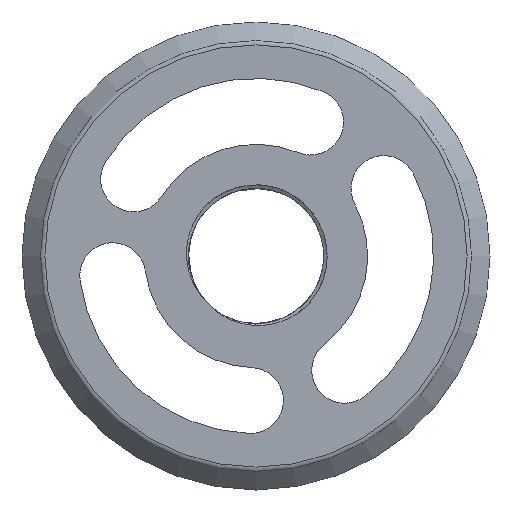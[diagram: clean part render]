
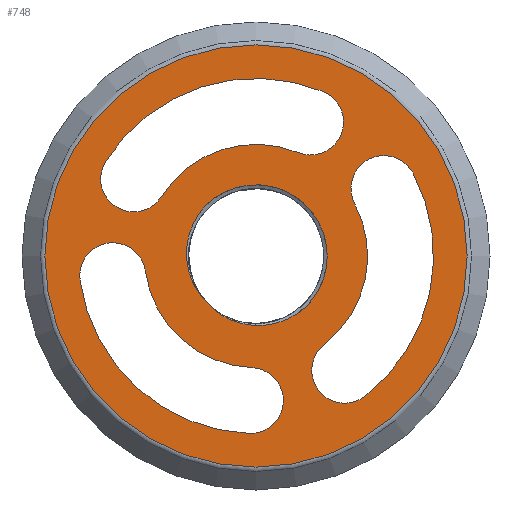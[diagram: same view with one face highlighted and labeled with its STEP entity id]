
A CAD part, left-side view. The second image highlights one B-rep face of the part: STEP entity #748.
In plain terms, the highlighted planar face has unit normal (-1, 0, 0).
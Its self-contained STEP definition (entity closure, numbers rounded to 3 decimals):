
#21=FACE_BOUND('',#104,.T.);
#22=FACE_BOUND('',#105,.T.);
#23=FACE_BOUND('',#106,.T.);
#24=FACE_BOUND('',#107,.T.);
#29=PLANE('',#816);
#57=FACE_OUTER_BOUND('',#103,.T.);
#103=EDGE_LOOP('',(#536));
#104=EDGE_LOOP('',(#537,#538,#539,#540));
#105=EDGE_LOOP('',(#541,#542,#543,#544));
#106=EDGE_LOOP('',(#545,#546,#547,#548));
#107=EDGE_LOOP('',(#549,#550,#551,#552));
#165=B_SPLINE_CURVE_WITH_KNOTS('',3,(#2691,#2692,#2693,#2694,#2695,#2696,
#2697,#2698,#2699,#2700,#2701,#2702),.UNSPECIFIED.,.F.,.F.,(4,2,2,2,2,4),
(0.,0.119,0.211,0.285,
0.319,0.353),.UNSPECIFIED.);
#166=B_SPLINE_CURVE_WITH_KNOTS('',3,(#2703,#2704,#2705,#2706,#2707,#2708,
#2709,#2710,#2711,#2712),.UNSPECIFIED.,.F.,.F.,(4,2,2,2,4),(0.,
0.131,0.264,0.398,0.536),
 .UNSPECIFIED.);
#172=CIRCLE('',#799,3.5);
#173=CIRCLE('',#801,3.5);
#177=CIRCLE('',#812,10.376);
#180=CIRCLE('',#817,8.727);
#181=CIRCLE('',#818,1.62);
#182=CIRCLE('',#819,5.487);
#183=CIRCLE('',#820,1.62);
#184=CIRCLE('',#821,8.727);
#185=CIRCLE('',#822,1.62);
#186=CIRCLE('',#823,5.487);
#187=CIRCLE('',#824,1.62);
#188=CIRCLE('',#825,8.727);
#189=CIRCLE('',#826,1.62);
#190=CIRCLE('',#827,5.487);
#191=CIRCLE('',#828,1.62);
#305=VERTEX_POINT('',#1104);
#306=VERTEX_POINT('',#1106);
#309=VERTEX_POINT('',#1152);
#330=VERTEX_POINT('',#2657);
#332=VERTEX_POINT('',#2666);
#333=VERTEX_POINT('',#2667);
#334=VERTEX_POINT('',#2669);
#335=VERTEX_POINT('',#2671);
#336=VERTEX_POINT('',#2674);
#337=VERTEX_POINT('',#2675);
#338=VERTEX_POINT('',#2677);
#339=VERTEX_POINT('',#2679);
#340=VERTEX_POINT('',#2682);
#341=VERTEX_POINT('',#2683);
#342=VERTEX_POINT('',#2685);
#343=VERTEX_POINT('',#2687);
#344=VERTEX_POINT('',#2690);
#375=EDGE_CURVE('',#306,#305,#172,.T.);
#379=EDGE_CURVE('',#305,#309,#173,.T.);
#407=EDGE_CURVE('',#330,#330,#177,.T.);
#411=EDGE_CURVE('',#332,#333,#180,.T.);
#412=EDGE_CURVE('',#333,#334,#181,.T.);
#413=EDGE_CURVE('',#334,#335,#182,.T.);
#414=EDGE_CURVE('',#335,#332,#183,.T.);
#415=EDGE_CURVE('',#336,#337,#184,.T.);
#416=EDGE_CURVE('',#337,#338,#185,.T.);
#417=EDGE_CURVE('',#338,#339,#186,.T.);
#418=EDGE_CURVE('',#339,#336,#187,.T.);
#419=EDGE_CURVE('',#340,#341,#188,.T.);
#420=EDGE_CURVE('',#341,#342,#189,.T.);
#421=EDGE_CURVE('',#342,#343,#190,.T.);
#422=EDGE_CURVE('',#343,#340,#191,.T.);
#423=EDGE_CURVE('',#309,#344,#165,.T.);
#424=EDGE_CURVE('',#344,#306,#166,.T.);
#536=ORIENTED_EDGE('',*,*,#407,.F.);
#537=ORIENTED_EDGE('',*,*,#411,.T.);
#538=ORIENTED_EDGE('',*,*,#412,.T.);
#539=ORIENTED_EDGE('',*,*,#413,.T.);
#540=ORIENTED_EDGE('',*,*,#414,.T.);
#541=ORIENTED_EDGE('',*,*,#415,.T.);
#542=ORIENTED_EDGE('',*,*,#416,.T.);
#543=ORIENTED_EDGE('',*,*,#417,.T.);
#544=ORIENTED_EDGE('',*,*,#418,.T.);
#545=ORIENTED_EDGE('',*,*,#419,.T.);
#546=ORIENTED_EDGE('',*,*,#420,.T.);
#547=ORIENTED_EDGE('',*,*,#421,.T.);
#548=ORIENTED_EDGE('',*,*,#422,.T.);
#549=ORIENTED_EDGE('',*,*,#375,.T.);
#550=ORIENTED_EDGE('',*,*,#379,.T.);
#551=ORIENTED_EDGE('',*,*,#423,.T.);
#552=ORIENTED_EDGE('',*,*,#424,.T.);
#748=ADVANCED_FACE('',(#57,#21,#22,#23,#24),#29,.F.);
#799=AXIS2_PLACEMENT_3D('',#1107,#889,#890);
#801=AXIS2_PLACEMENT_3D('',#1241,#894,#895);
#812=AXIS2_PLACEMENT_3D('',#2659,#924,#925);
#816=AXIS2_PLACEMENT_3D('',#2665,#933,#934);
#817=AXIS2_PLACEMENT_3D('',#2668,#935,#936);
#818=AXIS2_PLACEMENT_3D('',#2670,#937,#938);
#819=AXIS2_PLACEMENT_3D('',#2672,#939,#940);
#820=AXIS2_PLACEMENT_3D('',#2673,#941,#942);
#821=AXIS2_PLACEMENT_3D('',#2676,#943,#944);
#822=AXIS2_PLACEMENT_3D('',#2678,#945,#946);
#823=AXIS2_PLACEMENT_3D('',#2680,#947,#948);
#824=AXIS2_PLACEMENT_3D('',#2681,#949,#950);
#825=AXIS2_PLACEMENT_3D('',#2684,#951,#952);
#826=AXIS2_PLACEMENT_3D('',#2686,#953,#954);
#827=AXIS2_PLACEMENT_3D('',#2688,#955,#956);
#828=AXIS2_PLACEMENT_3D('',#2689,#957,#958);
#889=DIRECTION('center_axis',(1.,0.,0.));
#890=DIRECTION('ref_axis',(0.,1.,0.));
#894=DIRECTION('center_axis',(1.,0.,0.));
#895=DIRECTION('ref_axis',(0.,1.,0.));
#924=DIRECTION('center_axis',(1.,0.,0.));
#925=DIRECTION('ref_axis',(0.,1.,0.));
#933=DIRECTION('center_axis',(1.,0.,0.));
#934=DIRECTION('ref_axis',(0.,1.,0.));
#935=DIRECTION('center_axis',(1.,0.,0.));
#936=DIRECTION('ref_axis',(0.,0.846,0.533));
#937=DIRECTION('center_axis',(1.,0.,0.));
#938=DIRECTION('ref_axis',(0.,-0.378,0.926));
#939=DIRECTION('center_axis',(-1.,0.,0.));
#940=DIRECTION('ref_axis',(0.,0.846,0.533));
#941=DIRECTION('center_axis',(1.,0.,0.));
#942=DIRECTION('ref_axis',(0.,-0.846,-0.533));
#943=DIRECTION('center_axis',(1.,0.,0.));
#944=DIRECTION('ref_axis',(0.,0.038,-0.999));
#945=DIRECTION('center_axis',(1.,0.,0.));
#946=DIRECTION('ref_axis',(0.,0.991,-0.136));
#947=DIRECTION('center_axis',(-1.,0.,0.));
#948=DIRECTION('ref_axis',(0.,0.038,-0.999));
#949=DIRECTION('center_axis',(1.,0.,0.));
#950=DIRECTION('ref_axis',(0.,-0.038,0.999));
#951=DIRECTION('center_axis',(1.,0.,0.));
#952=DIRECTION('ref_axis',(0.,-0.884,0.467));
#953=DIRECTION('center_axis',(1.,0.,0.));
#954=DIRECTION('ref_axis',(0.,-0.613,-0.79));
#955=DIRECTION('center_axis',(-1.,0.,0.));
#956=DIRECTION('ref_axis',(0.,-0.884,0.467));
#957=DIRECTION('center_axis',(1.,0.,0.));
#958=DIRECTION('ref_axis',(0.,0.884,-0.467));
#1104=CARTESIAN_POINT('',(11.461,-3.5,0.));
#1106=CARTESIAN_POINT('',(11.461,2.47,2.479));
#1107=CARTESIAN_POINT('Origin',(11.461,0.,0.));
#1152=CARTESIAN_POINT('',(11.461,-2.478,-2.472));
#1241=CARTESIAN_POINT('Origin',(11.461,0.,0.));
#2657=CARTESIAN_POINT('',(11.461,0.,10.376));
#2659=CARTESIAN_POINT('Origin',(11.461,0.,0.));
#2665=CARTESIAN_POINT('Origin',(11.461,0.,0.));
#2666=CARTESIAN_POINT('',(11.461,7.386,4.649));
#2667=CARTESIAN_POINT('',(11.461,-3.296,8.081));
#2668=CARTESIAN_POINT('Origin',(11.461,0.,0.));
#2669=CARTESIAN_POINT('',(11.461,-2.072,5.081));
#2670=CARTESIAN_POINT('Origin',(11.461,-2.684,6.581));
#2671=CARTESIAN_POINT('',(11.461,4.644,2.923));
#2672=CARTESIAN_POINT('Origin',(11.461,0.,0.));
#2673=CARTESIAN_POINT('Origin',(11.461,6.015,3.786));
#2674=CARTESIAN_POINT('',(11.461,0.333,-8.721));
#2675=CARTESIAN_POINT('',(11.461,8.646,-1.186));
#2676=CARTESIAN_POINT('Origin',(11.461,0.,0.));
#2677=CARTESIAN_POINT('',(11.461,5.437,-0.746));
#2678=CARTESIAN_POINT('Origin',(11.461,7.041,-0.966));
#2679=CARTESIAN_POINT('',(11.461,0.209,-5.483));
#2680=CARTESIAN_POINT('Origin',(11.461,0.,0.));
#2681=CARTESIAN_POINT('Origin',(11.461,0.271,-7.102));
#2682=CARTESIAN_POINT('',(11.461,-7.719,4.072));
#2683=CARTESIAN_POINT('',(11.461,-5.351,-6.895));
#2684=CARTESIAN_POINT('Origin',(11.461,0.,0.));
#2685=CARTESIAN_POINT('',(11.461,-3.364,-4.335));
#2686=CARTESIAN_POINT('Origin',(11.461,-4.357,-5.615));
#2687=CARTESIAN_POINT('',(11.461,-4.854,2.56));
#2688=CARTESIAN_POINT('Origin',(11.461,0.,0.));
#2689=CARTESIAN_POINT('Origin',(11.461,-6.286,3.316));
#2690=CARTESIAN_POINT('',(11.461,2.352,-2.352));
#2691=CARTESIAN_POINT('Ctrl Pts',(11.461,-2.478,-2.472));
#2692=CARTESIAN_POINT('Ctrl Pts',(11.461,-2.19,-2.743));
#2693=CARTESIAN_POINT('Ctrl Pts',(11.461,-1.812,-3.006));
#2694=CARTESIAN_POINT('Ctrl Pts',(11.461,-0.967,-3.329));
#2695=CARTESIAN_POINT('Ctrl Pts',(11.461,-0.523,-3.427));
#2696=CARTESIAN_POINT('Ctrl Pts',(11.461,0.375,-3.404));
#2697=CARTESIAN_POINT('Ctrl Pts',(11.461,0.817,-3.323));
#2698=CARTESIAN_POINT('Ctrl Pts',(11.461,1.469,-3.034));
#2699=CARTESIAN_POINT('Ctrl Pts',(11.461,1.665,-2.923));
#2700=CARTESIAN_POINT('Ctrl Pts',(11.461,2.031,-2.663));
#2701=CARTESIAN_POINT('Ctrl Pts',(11.461,2.2,-2.515));
#2702=CARTESIAN_POINT('Ctrl Pts',(11.461,2.352,-2.352));
#2703=CARTESIAN_POINT('Ctrl Pts',(11.461,2.352,-2.352));
#2704=CARTESIAN_POINT('Ctrl Pts',(11.461,2.672,-2.053));
#2705=CARTESIAN_POINT('Ctrl Pts',(11.461,2.929,-1.695));
#2706=CARTESIAN_POINT('Ctrl Pts',(11.461,3.295,-0.89));
#2707=CARTESIAN_POINT('Ctrl Pts',(11.461,3.397,-0.455));
#2708=CARTESIAN_POINT('Ctrl Pts',(11.461,3.429,0.44));
#2709=CARTESIAN_POINT('Ctrl Pts',(11.461,3.356,0.886));
#2710=CARTESIAN_POINT('Ctrl Pts',(11.461,3.036,1.745));
#2711=CARTESIAN_POINT('Ctrl Pts',(11.461,2.789,2.141));
#2712=CARTESIAN_POINT('Ctrl Pts',(11.461,2.47,2.479));
